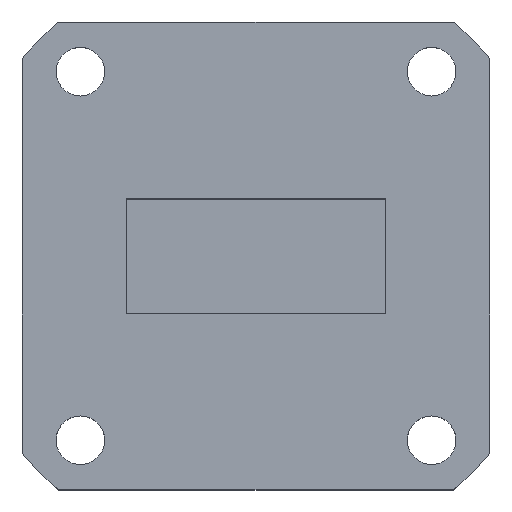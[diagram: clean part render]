
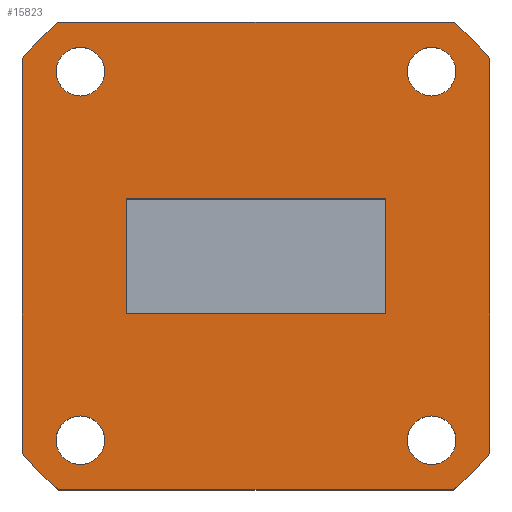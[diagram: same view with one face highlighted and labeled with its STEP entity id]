
A CAD part, top view. The second image highlights one B-rep face of the part: STEP entity #15823.
In plain terms, the highlighted planar face has unit normal (0, 0, 1).
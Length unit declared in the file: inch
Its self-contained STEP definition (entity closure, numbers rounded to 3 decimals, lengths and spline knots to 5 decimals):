
#223 = ORIENTED_EDGE ( 'NONE', *, *, #2625, .F. ) ;
#245 = VERTEX_POINT ( 'NONE', #2026 ) ;
#320 = CIRCLE ( 'NONE', #14680, 1.0625 ) ;
#331 = EDGE_CURVE ( 'NONE', #6889, #3228, #9693, .T. ) ;
#586 = LINE ( 'NONE', #2623, #6315 ) ;
#613 = AXIS2_PLACEMENT_3D ( 'NONE', #5346, #18153, #13923 ) ;
#663 = ORIENTED_EDGE ( 'NONE', *, *, #11355, .F. ) ;
#735 = DIRECTION ( 'NONE',  ( 0., 0., -1. ) ) ;
#883 = ORIENTED_EDGE ( 'NONE', *, *, #9016, .F. ) ;
#1122 = VERTEX_POINT ( 'NONE', #11747 ) ;
#1189 = CARTESIAN_POINT ( 'NONE',  ( 0.8125, 0., 0. ) ) ;
#1406 = VERTEX_POINT ( 'NONE', #6147 ) ;
#1412 = CIRCLE ( 'NONE', #2217, 0.0845 ) ;
#1657 = AXIS2_PLACEMENT_3D ( 'NONE', #7804, #735, #13414 ) ;
#2026 = CARTESIAN_POINT ( 'NONE',  ( -0.68465, 0.8125, 0. ) ) ;
#2110 = CARTESIAN_POINT ( 'NONE',  ( 0.68465, 0.8125, 0. ) ) ;
#2138 = CARTESIAN_POINT ( 'NONE',  ( 0., 0.8125, 0. ) ) ;
#2143 = ORIENTED_EDGE ( 'NONE', *, *, #4812, .F. ) ;
#2217 = AXIS2_PLACEMENT_3D ( 'NONE', #17203, #4541, #3127 ) ;
#2323 = AXIS2_PLACEMENT_3D ( 'NONE', #8401, #12587, #5438 ) ;
#2328 = CARTESIAN_POINT ( 'NONE',  ( -0.45, 0.2, 0. ) ) ;
#2373 = CARTESIAN_POINT ( 'NONE',  ( 0., 0., 0. ) ) ;
#2434 = DIRECTION ( 'NONE',  ( 0., 0., -1. ) ) ;
#2623 = CARTESIAN_POINT ( 'NONE',  ( -0.45, 0., 0. ) ) ;
#2625 = EDGE_CURVE ( 'NONE', #12784, #10968, #6326, .T. ) ;
#2813 = DIRECTION ( 'NONE',  ( 1., 0., 0. ) ) ;
#2833 = CARTESIAN_POINT ( 'NONE',  ( 0.45, 0., 0. ) ) ;
#2943 = LINE ( 'NONE', #2833, #6022 ) ;
#3035 = ORIENTED_EDGE ( 'NONE', *, *, #9221, .F. ) ;
#3097 = DIRECTION ( 'NONE',  ( 0., 0., 1. ) ) ;
#3127 = DIRECTION ( 'NONE',  ( 1., 0., 0. ) ) ;
#3228 = VERTEX_POINT ( 'NONE', #2328 ) ;
#3312 = CARTESIAN_POINT ( 'NONE',  ( 0.6945, -0.64, 0. ) ) ;
#3496 = VERTEX_POINT ( 'NONE', #3312 ) ;
#3519 = VECTOR ( 'NONE', #13032, 39.37008 ) ;
#3569 = EDGE_LOOP ( 'NONE', ( #4099 ) ) ;
#3672 = CIRCLE ( 'NONE', #11155, 0.0845 ) ;
#3674 = EDGE_CURVE ( 'NONE', #1406, #1406, #18039, .T. ) ;
#4099 = ORIENTED_EDGE ( 'NONE', *, *, #3674, .F. ) ;
#4350 = VERTEX_POINT ( 'NONE', #13056 ) ;
#4392 = FACE_BOUND ( 'NONE', #12129, .T. ) ;
#4396 = AXIS2_PLACEMENT_3D ( 'NONE', #9830, #5569, #2813 ) ;
#4541 = DIRECTION ( 'NONE',  ( 0., 0., 1. ) ) ;
#4621 = CIRCLE ( 'NONE', #1657, 1.0625 ) ;
#4812 = EDGE_CURVE ( 'NONE', #17097, #11023, #320, .T. ) ;
#5038 = VECTOR ( 'NONE', #15258, 39.37008 ) ;
#5185 = CARTESIAN_POINT ( 'NONE',  ( 0., 0., 0. ) ) ;
#5235 = CARTESIAN_POINT ( 'NONE',  ( 0.45, -0.2, 0. ) ) ;
#5253 = LINE ( 'NONE', #5679, #16315 ) ;
#5346 = CARTESIAN_POINT ( 'NONE',  ( 0., 0., 0. ) ) ;
#5438 = DIRECTION ( 'NONE',  ( 1., 0., 0. ) ) ;
#5569 = DIRECTION ( 'NONE',  ( 0., 0., 1. ) ) ;
#5679 = CARTESIAN_POINT ( 'NONE',  ( 0., -0.8125, 0. ) ) ;
#6022 = VECTOR ( 'NONE', #8376, 39.37008 ) ;
#6115 = EDGE_LOOP ( 'NONE', ( #223, #18266, #6371, #883, #17064, #2143, #10721, #9777 ) ) ;
#6141 = DIRECTION ( 'NONE',  ( 1., 0., 0. ) ) ;
#6147 = CARTESIAN_POINT ( 'NONE',  ( -0.5255, 0.64, 0. ) ) ;
#6162 = FACE_BOUND ( 'NONE', #7109, .T. ) ;
#6315 = VECTOR ( 'NONE', #10988, 39.37008 ) ;
#6326 = LINE ( 'NONE', #18032, #16720 ) ;
#6371 = ORIENTED_EDGE ( 'NONE', *, *, #16322, .F. ) ;
#6792 = EDGE_CURVE ( 'NONE', #7667, #7667, #1412, .T. ) ;
#6889 = VERTEX_POINT ( 'NONE', #17957 ) ;
#7109 = EDGE_LOOP ( 'NONE', ( #3035 ) ) ;
#7162 = CARTESIAN_POINT ( 'NONE',  ( -0.8125, 0.68465, 0. ) ) ;
#7598 = CARTESIAN_POINT ( 'NONE',  ( 0.6945, 0.64, 0. ) ) ;
#7667 = VERTEX_POINT ( 'NONE', #11680 ) ;
#7804 = CARTESIAN_POINT ( 'NONE',  ( 0., 0., 0. ) ) ;
#8139 = FACE_OUTER_BOUND ( 'NONE', #6115, .T. ) ;
#8318 = PLANE ( 'NONE',  #613 ) ;
#8376 = DIRECTION ( 'NONE',  ( 0., 1., 0. ) ) ;
#8401 = CARTESIAN_POINT ( 'NONE',  ( 0., 0., 0. ) ) ;
#8631 = ORIENTED_EDGE ( 'NONE', *, *, #12759, .F. ) ;
#8693 = CARTESIAN_POINT ( 'NONE',  ( 0.61, 0.64, 0. ) ) ;
#8837 = VERTEX_POINT ( 'NONE', #10925 ) ;
#8842 = EDGE_CURVE ( 'NONE', #3228, #8837, #586, .T. ) ;
#8863 = VECTOR ( 'NONE', #13485, 39.37008 ) ;
#8903 = EDGE_CURVE ( 'NONE', #4350, #12784, #16260, .T. ) ;
#9016 = EDGE_CURVE ( 'NONE', #1122, #17964, #10706, .T. ) ;
#9199 = CARTESIAN_POINT ( 'NONE',  ( -0.8125, -0.68465, 0. ) ) ;
#9221 = EDGE_CURVE ( 'NONE', #9890, #9890, #3672, .T. ) ;
#9562 = DIRECTION ( 'NONE',  ( -1., 0., 0. ) ) ;
#9693 = LINE ( 'NONE', #10014, #3519 ) ;
#9777 = ORIENTED_EDGE ( 'NONE', *, *, #14904, .F. ) ;
#9830 = CARTESIAN_POINT ( 'NONE',  ( -0.61, 0.64, 0. ) ) ;
#9890 = VERTEX_POINT ( 'NONE', #7598 ) ;
#10014 = CARTESIAN_POINT ( 'NONE',  ( 0., 0.2, 0. ) ) ;
#10706 = CIRCLE ( 'NONE', #2323, 1.0625 ) ;
#10721 = ORIENTED_EDGE ( 'NONE', *, *, #16535, .F. ) ;
#10925 = CARTESIAN_POINT ( 'NONE',  ( -0.45, -0.2, 0. ) ) ;
#10968 = VERTEX_POINT ( 'NONE', #7162 ) ;
#10981 = DIRECTION ( 'NONE',  ( 1., 0., 0. ) ) ;
#10988 = DIRECTION ( 'NONE',  ( 0., -1., 0. ) ) ;
#11023 = VERTEX_POINT ( 'NONE', #14271 ) ;
#11128 = DIRECTION ( 'NONE',  ( 1., 0., 0. ) ) ;
#11155 = AXIS2_PLACEMENT_3D ( 'NONE', #8693, #3097, #12937 ) ;
#11355 = EDGE_CURVE ( 'NONE', #15736, #6889, #2943, .T. ) ;
#11610 = AXIS2_PLACEMENT_3D ( 'NONE', #2373, #2434, #13637 ) ;
#11680 = CARTESIAN_POINT ( 'NONE',  ( -0.5255, -0.64, 0. ) ) ;
#11747 = CARTESIAN_POINT ( 'NONE',  ( 0.8125, -0.68465, 0. ) ) ;
#12129 = EDGE_LOOP ( 'NONE', ( #663, #8631, #17283, #17135 ) ) ;
#12177 = CARTESIAN_POINT ( 'NONE',  ( 0.68465, -0.8125, 0. ) ) ;
#12587 = DIRECTION ( 'NONE',  ( 0., 0., -1. ) ) ;
#12759 = EDGE_CURVE ( 'NONE', #8837, #15736, #13722, .T. ) ;
#12784 = VERTEX_POINT ( 'NONE', #9199 ) ;
#12878 = EDGE_CURVE ( 'NONE', #3496, #3496, #16831, .T. ) ;
#12916 = EDGE_LOOP ( 'NONE', ( #17332 ) ) ;
#12937 = DIRECTION ( 'NONE',  ( 1., 0., 0. ) ) ;
#13032 = DIRECTION ( 'NONE',  ( -1., 0., 0. ) ) ;
#13056 = CARTESIAN_POINT ( 'NONE',  ( -0.68465, -0.8125, 0. ) ) ;
#13414 = DIRECTION ( 'NONE',  ( 1., 0., 0. ) ) ;
#13481 = ORIENTED_EDGE ( 'NONE', *, *, #6792, .F. ) ;
#13485 = DIRECTION ( 'NONE',  ( 1., 0., 0. ) ) ;
#13637 = DIRECTION ( 'NONE',  ( 1., 0., 0. ) ) ;
#13722 = LINE ( 'NONE', #17915, #8863 ) ;
#13910 = EDGE_LOOP ( 'NONE', ( #13481 ) ) ;
#13923 = DIRECTION ( 'NONE',  ( -1., 0., 0. ) ) ;
#14033 = CARTESIAN_POINT ( 'NONE',  ( 0.61, -0.64, 0. ) ) ;
#14271 = CARTESIAN_POINT ( 'NONE',  ( 0.8125, 0.68465, 0. ) ) ;
#14680 = AXIS2_PLACEMENT_3D ( 'NONE', #5185, #15070, #10981 ) ;
#14904 = EDGE_CURVE ( 'NONE', #10968, #245, #4621, .T. ) ;
#14979 = LINE ( 'NONE', #1189, #5038 ) ;
#15070 = DIRECTION ( 'NONE',  ( 0., 0., -1. ) ) ;
#15121 = AXIS2_PLACEMENT_3D ( 'NONE', #14033, #15296, #11128 ) ;
#15187 = DIRECTION ( 'NONE',  ( 0., 1., 0. ) ) ;
#15207 = VECTOR ( 'NONE', #6141, 39.37008 ) ;
#15258 = DIRECTION ( 'NONE',  ( 0., -1., 0. ) ) ;
#15296 = DIRECTION ( 'NONE',  ( 0., 0., 1. ) ) ;
#15736 = VERTEX_POINT ( 'NONE', #5235 ) ;
#15823 = ADVANCED_FACE ( 'NONE', ( #8139, #4392, #17443, #17202, #6162, #16544 ), #8318, .F. ) ;
#16228 = EDGE_CURVE ( 'NONE', #11023, #1122, #14979, .T. ) ;
#16260 = CIRCLE ( 'NONE', #11610, 1.0625 ) ;
#16315 = VECTOR ( 'NONE', #9562, 39.37008 ) ;
#16322 = EDGE_CURVE ( 'NONE', #17964, #4350, #5253, .T. ) ;
#16535 = EDGE_CURVE ( 'NONE', #245, #17097, #18304, .T. ) ;
#16544 = FACE_BOUND ( 'NONE', #3569, .T. ) ;
#16720 = VECTOR ( 'NONE', #15187, 39.37008 ) ;
#16831 = CIRCLE ( 'NONE', #15121, 0.0845 ) ;
#17064 = ORIENTED_EDGE ( 'NONE', *, *, #16228, .F. ) ;
#17097 = VERTEX_POINT ( 'NONE', #2110 ) ;
#17135 = ORIENTED_EDGE ( 'NONE', *, *, #331, .F. ) ;
#17202 = FACE_BOUND ( 'NONE', #12916, .T. ) ;
#17203 = CARTESIAN_POINT ( 'NONE',  ( -0.61, -0.64, 0. ) ) ;
#17283 = ORIENTED_EDGE ( 'NONE', *, *, #8842, .F. ) ;
#17332 = ORIENTED_EDGE ( 'NONE', *, *, #12878, .F. ) ;
#17443 = FACE_BOUND ( 'NONE', #13910, .T. ) ;
#17915 = CARTESIAN_POINT ( 'NONE',  ( 0., -0.2, 0. ) ) ;
#17957 = CARTESIAN_POINT ( 'NONE',  ( 0.45, 0.2, 0. ) ) ;
#17964 = VERTEX_POINT ( 'NONE', #12177 ) ;
#18032 = CARTESIAN_POINT ( 'NONE',  ( -0.8125, 0., 0. ) ) ;
#18039 = CIRCLE ( 'NONE', #4396, 0.0845 ) ;
#18153 = DIRECTION ( 'NONE',  ( 0., 0., -1. ) ) ;
#18266 = ORIENTED_EDGE ( 'NONE', *, *, #8903, .F. ) ;
#18304 = LINE ( 'NONE', #2138, #15207 ) ;
